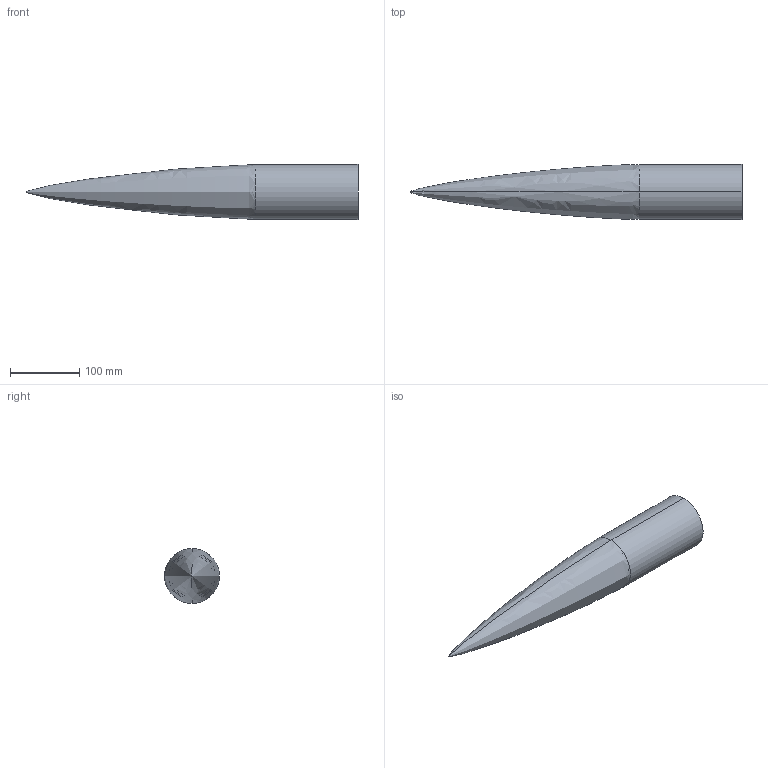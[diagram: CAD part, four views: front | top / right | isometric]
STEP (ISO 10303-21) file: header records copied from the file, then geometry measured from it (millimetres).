
FILE_DESCRIPTION (( 'STEP AP203' ), '1' );
FILE_NAME ('Nosecone_4112023_Default_sldprt.STEP', '2023-07-18T01:04:40', ( '' ), ( '' ), 'SwSTEP 2.0', 'SolidWorks 2022', '' );
FILE_SCHEMA (( 'CONFIG_CONTROL_DESIGN' ));
Length unit declared in the file: inch
Products named in the file (1): Nosecone_4112023_Default_sldprt
Bounding box: 478.3 x 79.25 x 79.25 mm (x, y, z)
Volume: 157411.9 mm3; surface area: 176332.5 mm2
Topology: 1 solids, 1 shells, 10 faces, 22 edges, 12 vertices
Faces by surface type: bspline 4, cylinder 4, plane 2
Entity records: 949 total; most frequent: CARTESIAN_POINT 683, DIRECTION 38, ORIENTED_EDGE 36, EDGE_CURVE 18, AXIS2_PLACEMENT_3D 17, VERTEX_POINT 12, EDGE_LOOP 12, CIRCLE 10
